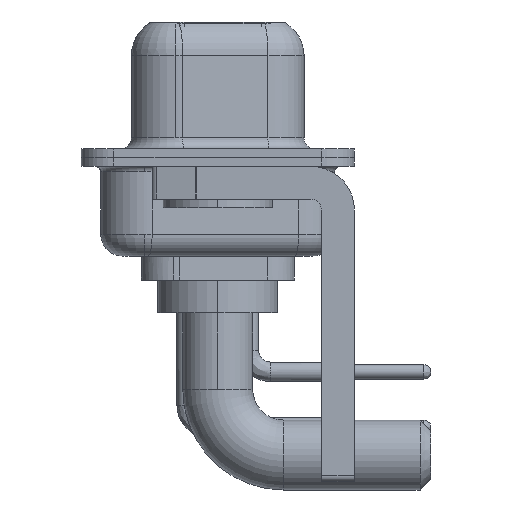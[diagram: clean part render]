
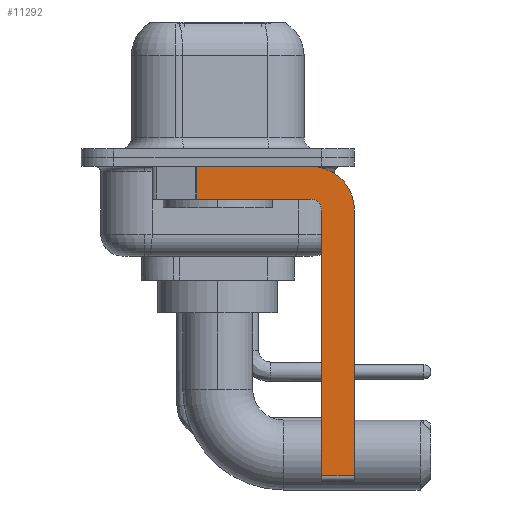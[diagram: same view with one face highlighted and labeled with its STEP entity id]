
A CAD part, left-side view. The second image highlights one B-rep face of the part: STEP entity #11292.
In plain terms, the highlighted planar face has unit normal (-1, 0, 0).
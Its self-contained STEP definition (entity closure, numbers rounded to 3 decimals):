
#75 = VERTEX_POINT ( 'NONE', #10047 ) ;
#145 = EDGE_CURVE ( 'NONE', #6526, #9968, #1848, .T. ) ;
#331 = ORIENTED_EDGE ( 'NONE', *, *, #4006, .F. ) ;
#627 = CARTESIAN_POINT ( 'NONE',  ( -2.9, -4.25, -0.4 ) ) ;
#735 = ORIENTED_EDGE ( 'NONE', *, *, #2998, .T. ) ;
#783 = CIRCLE ( 'NONE', #13003, 0.5 ) ;
#940 = LINE ( 'NONE', #12058, #15514 ) ;
#1236 = CARTESIAN_POINT ( 'NONE',  ( -2.9, -6.25, -14.55 ) ) ;
#1667 = AXIS2_PLACEMENT_3D ( 'NONE', #16740, #2545, #12369 ) ;
#1848 = LINE ( 'NONE', #13146, #11946 ) ;
#2115 = ORIENTED_EDGE ( 'NONE', *, *, #13696, .T. ) ;
#2545 = DIRECTION ( 'NONE',  ( 1., 0., 0. ) ) ;
#2998 = EDGE_CURVE ( 'NONE', #9125, #9968, #12822, .T. ) ;
#3002 = VECTOR ( 'NONE', #15820, 1000. ) ;
#3520 = DIRECTION ( 'NONE',  ( 0., -1., 0. ) ) ;
#3584 = LINE ( 'NONE', #7591, #8839 ) ;
#3659 = EDGE_CURVE ( 'NONE', #75, #8098, #940, .T. ) ;
#3685 = VERTEX_POINT ( 'NONE', #9501 ) ;
#3847 = EDGE_CURVE ( 'NONE', #9125, #5016, #11487, .T. ) ;
#4006 = EDGE_CURVE ( 'NONE', #3685, #7540, #3584, .T. ) ;
#4236 = CARTESIAN_POINT ( 'NONE',  ( -2.9, -4.75, -2.4 ) ) ;
#4275 = DIRECTION ( 'NONE',  ( -1., 0., 0. ) ) ;
#5016 = VERTEX_POINT ( 'NONE', #4236 ) ;
#5106 = ORIENTED_EDGE ( 'NONE', *, *, #3659, .F. ) ;
#6526 = VERTEX_POINT ( 'NONE', #16751 ) ;
#7013 = ORIENTED_EDGE ( 'NONE', *, *, #3847, .F. ) ;
#7408 = CARTESIAN_POINT ( 'NONE',  ( -2.9, -4.75, -14.8 ) ) ;
#7540 = VERTEX_POINT ( 'NONE', #9389 ) ;
#7591 = CARTESIAN_POINT ( 'NONE',  ( -2.9, -4.25, -1.9 ) ) ;
#7992 = FACE_OUTER_BOUND ( 'NONE', #15990, .T. ) ;
#8074 = CIRCLE ( 'NONE', #1667, 2. ) ;
#8098 = VERTEX_POINT ( 'NONE', #627 ) ;
#8839 = VECTOR ( 'NONE', #13137, 1000. ) ;
#8984 = CARTESIAN_POINT ( 'NONE',  ( -2.9, -4.25, -14.55 ) ) ;
#9125 = VERTEX_POINT ( 'NONE', #17129 ) ;
#9389 = CARTESIAN_POINT ( 'NONE',  ( -2.9, 0.978, -1.9 ) ) ;
#9501 = CARTESIAN_POINT ( 'NONE',  ( -2.9, -4.25, -1.9 ) ) ;
#9815 = CARTESIAN_POINT ( 'NONE',  ( -2.9, -4.25, -2.4 ) ) ;
#9953 = DIRECTION ( 'NONE',  ( 0., 0., 1. ) ) ;
#9968 = VERTEX_POINT ( 'NONE', #1236 ) ;
#10047 = CARTESIAN_POINT ( 'NONE',  ( -2.9, 0.978, -0.4 ) ) ;
#10288 = VECTOR ( 'NONE', #9953, 1000. ) ;
#10795 = ORIENTED_EDGE ( 'NONE', *, *, #145, .F. ) ;
#11089 = DIRECTION ( 'NONE',  ( 0., 0., 1. ) ) ;
#11292 = ADVANCED_FACE ( 'NONE', ( #7992 ), #11736, .F. ) ;
#11487 = LINE ( 'NONE', #7408, #10288 ) ;
#11736 = PLANE ( 'NONE',  #14498 ) ;
#11775 = DIRECTION ( 'NONE',  ( 0., 0., -1. ) ) ;
#11946 = VECTOR ( 'NONE', #11775, 1000. ) ;
#12058 = CARTESIAN_POINT ( 'NONE',  ( -2.9, 3., -0.4 ) ) ;
#12220 = CARTESIAN_POINT ( 'NONE',  ( -2.9, 0.978, -1.9 ) ) ;
#12369 = DIRECTION ( 'NONE',  ( 0., 0., -1. ) ) ;
#12494 = DIRECTION ( 'NONE',  ( 0., 0., -1. ) ) ;
#12822 = LINE ( 'NONE', #8984, #3002 ) ;
#13003 = AXIS2_PLACEMENT_3D ( 'NONE', #9815, #4275, #11089 ) ;
#13137 = DIRECTION ( 'NONE',  ( 0., 1., 0. ) ) ;
#13146 = CARTESIAN_POINT ( 'NONE',  ( -2.9, -6.25, -2.4 ) ) ;
#13196 = DIRECTION ( 'NONE',  ( 1., 0., 0. ) ) ;
#13535 = DIRECTION ( 'NONE',  ( 0., 0., -1. ) ) ;
#13696 = EDGE_CURVE ( 'NONE', #75, #7540, #15312, .T. ) ;
#14329 = ORIENTED_EDGE ( 'NONE', *, *, #17094, .F. ) ;
#14480 = CARTESIAN_POINT ( 'NONE',  ( -2.9, -4.25, -2.4 ) ) ;
#14498 = AXIS2_PLACEMENT_3D ( 'NONE', #14480, #13196, #13535 ) ;
#14864 = VECTOR ( 'NONE', #12494, 1000. ) ;
#15312 = LINE ( 'NONE', #12220, #14864 ) ;
#15485 = ORIENTED_EDGE ( 'NONE', *, *, #17055, .F. ) ;
#15514 = VECTOR ( 'NONE', #3520, 1000. ) ;
#15820 = DIRECTION ( 'NONE',  ( 0., -1., 0. ) ) ;
#15990 = EDGE_LOOP ( 'NONE', ( #5106, #2115, #331, #14329, #7013, #735, #10795, #15485 ) ) ;
#16740 = CARTESIAN_POINT ( 'NONE',  ( -2.9, -4.25, -2.4 ) ) ;
#16751 = CARTESIAN_POINT ( 'NONE',  ( -2.9, -6.25, -2.4 ) ) ;
#17055 = EDGE_CURVE ( 'NONE', #8098, #6526, #8074, .T. ) ;
#17094 = EDGE_CURVE ( 'NONE', #5016, #3685, #783, .T. ) ;
#17129 = CARTESIAN_POINT ( 'NONE',  ( -2.9, -4.75, -14.55 ) ) ;
